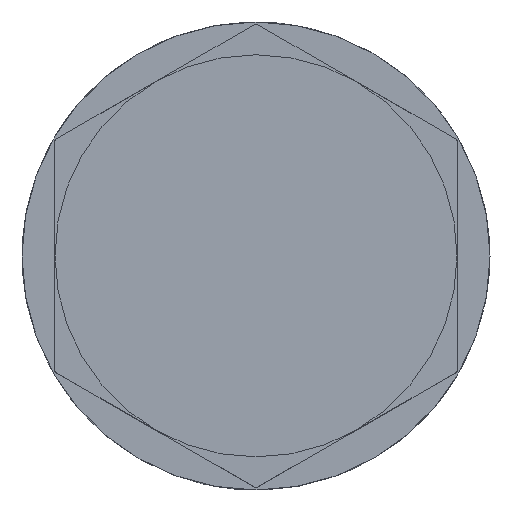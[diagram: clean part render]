
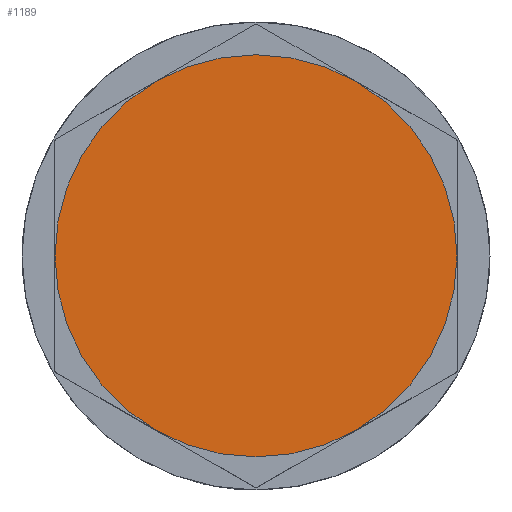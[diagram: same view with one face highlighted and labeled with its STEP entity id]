
A CAD part, top view. The second image highlights one B-rep face of the part: STEP entity #1189.
In plain terms, the highlighted planar face has unit normal (0, 0, 1).
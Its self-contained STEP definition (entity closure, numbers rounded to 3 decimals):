
#1140=AXIS2_PLACEMENT_3D('Circle Axis2P3D',#1138,#1139,$) ;
#1167=AXIS2_PLACEMENT_3D('Circle Axis2P3D',#1165,#1166,$) ;
#1183=AXIS2_PLACEMENT_3D('Plane Axis2P3D',#1180,#1181,#1182) ;
#1135=CARTESIAN_POINT('Vertex',(11.95,36.538,22.8)) ;
#1138=CARTESIAN_POINT('Axis2P3D Location',(20.95,20.95,22.8)) ;
#1142=CARTESIAN_POINT('Vertex',(29.95,5.362,22.8)) ;
#1165=CARTESIAN_POINT('Axis2P3D Location',(20.95,20.95,22.8)) ;
#1180=CARTESIAN_POINT('Axis2P3D Location',(20.95,20.95,22.8)) ;
#1139=DIRECTION('Axis2P3D Direction',(0.,0.,1.)) ;
#1166=DIRECTION('Axis2P3D Direction',(0.,0.,1.)) ;
#1181=DIRECTION('Axis2P3D Direction',(0.,0.,-1.)) ;
#1182=DIRECTION('Axis2P3D XDirection',(-0.5,0.866,0.)) ;
#1186=ORIENTED_EDGE('',*,*,#1169,.F.) ;
#1187=ORIENTED_EDGE('',*,*,#1144,.F.) ;
#1189=ADVANCED_FACE('PartBody.1',(#1188),#1184,.F.) ;
#1141=CIRCLE('generated circle',#1140,18.) ;
#1168=CIRCLE('generated circle',#1167,18.) ;
#1144=EDGE_CURVE('',#1136,#1143,#1141,.F.) ;
#1169=EDGE_CURVE('',#1143,#1136,#1168,.F.) ;
#1185=EDGE_LOOP('',(#1186,#1187)) ;
#1188=FACE_OUTER_BOUND('',#1185,.T.) ;
#1184=PLANE('',#1183) ;
#1136=VERTEX_POINT('',#1135) ;
#1143=VERTEX_POINT('',#1142) ;
